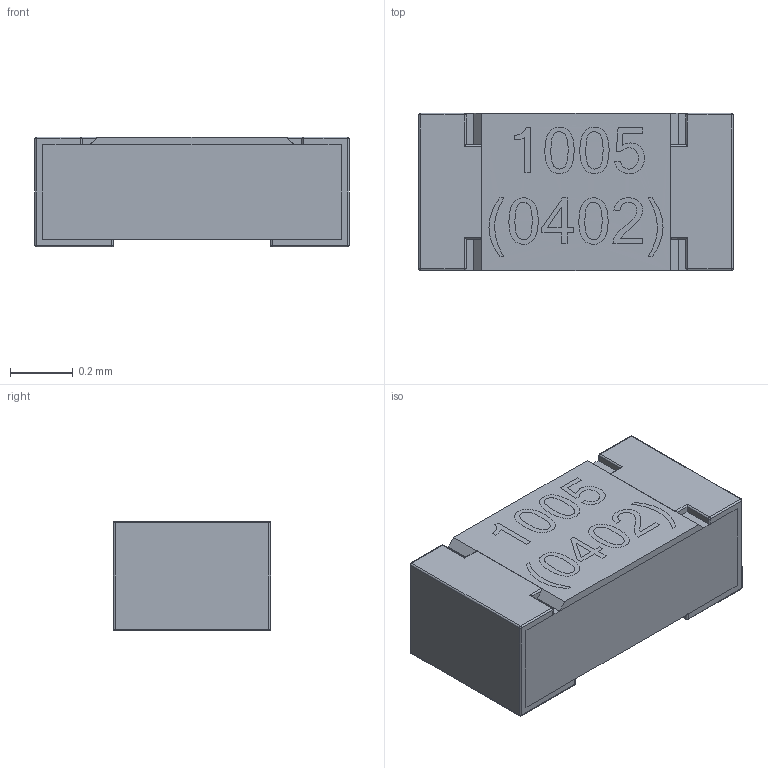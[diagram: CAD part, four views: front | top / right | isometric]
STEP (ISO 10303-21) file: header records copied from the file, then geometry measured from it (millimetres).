
FILE_DESCRIPTION (( 'STEP AP214' ), '1' );
FILE_NAME ('3C2A5CA9-C0CD-461F-BEA4-61EA8A3B1F3E.STEP', '2023-05-01T10:08:01', ( '' ), ( '' ), 'SwSTEP 2.0', 'SolidWorks 2022', '' );
FILE_SCHEMA (( 'AUTOMOTIVE_DESIGN' ));
Length unit declared in the file: centimetre
Products named in the file (1): 3C2A5CA9-C0CD-461F-BEA4-61EA8A3B1F3E
Bounding box: 1 x 0.5 x 0.35 mm (x, y, z)
Volume: 0.2 mm3; surface area: 2.1 mm2
Topology: 1 solids, 1 shells, 97 faces, 321 edges, 225 vertices
Faces by surface type: plane 47, cylinder 34, bspline 16
Entity records: 4875 total; most frequent: CARTESIAN_POINT 1321, ORIENTED_EDGE 610, DIRECTION 366, EDGE_CURVE 305, VERTEX_POINT 225, B_SPLINE_CURVE_WITH_KNOTS 151, AXIS2_PLACEMENT_3D 130, EDGE_LOOP 112
